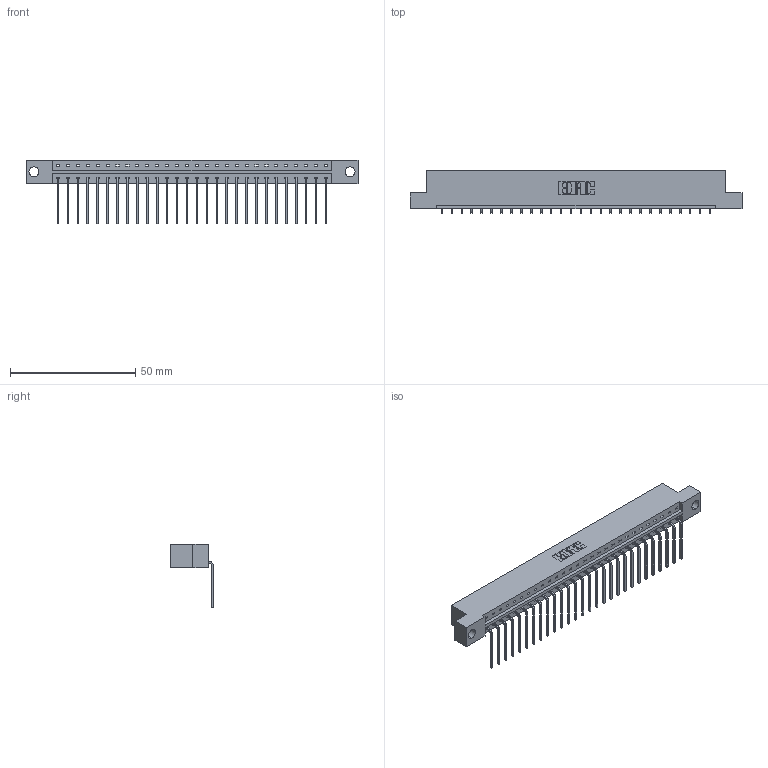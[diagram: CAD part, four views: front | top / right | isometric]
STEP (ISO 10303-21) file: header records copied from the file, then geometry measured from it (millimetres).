
FILE_DESCRIPTION (( 'STEP AP203' ), '1' );
FILE_NAME ('833-028-559-104.STEP', '2020-06-02T09:58:32', ( '' ), ( '' ), 'SwSTEP 2.0', 'SolidWorks 2020', '' );
FILE_SCHEMA (( 'CONFIG_CONTROL_DESIGN' ));
Length unit declared in the file: inch
Products named in the file (3): 345-292-001_558 559 Tail - 1; 833 Part_Flush - .156 Dia - TH; 833-028-559-104
Assembly tree (29 placements, depth 2):
  833-028-559-104
    833 Part_Flush - .156 Dia - TH
    345-292-001_558 559 Tail - 1  x28
Bounding box: 132.49 x 17.09 x 25.53 mm (x, y, z)
Volume: 13216.9 mm3; surface area: 14576.3 mm2
Topology: 29 solids, 29 shells, 1794 faces, 5407 edges, 3566 vertices
Faces by surface type: plane 1302, cylinder 492
Entity records: 19015 total; most frequent: CARTESIAN_POINT 3290, ORIENTED_EDGE 3254, DIRECTION 2803, EDGE_CURVE 1627, VECTOR 1499, LINE 1499, VERTEX_POINT 1082, AXIS2_PLACEMENT_3D 652
